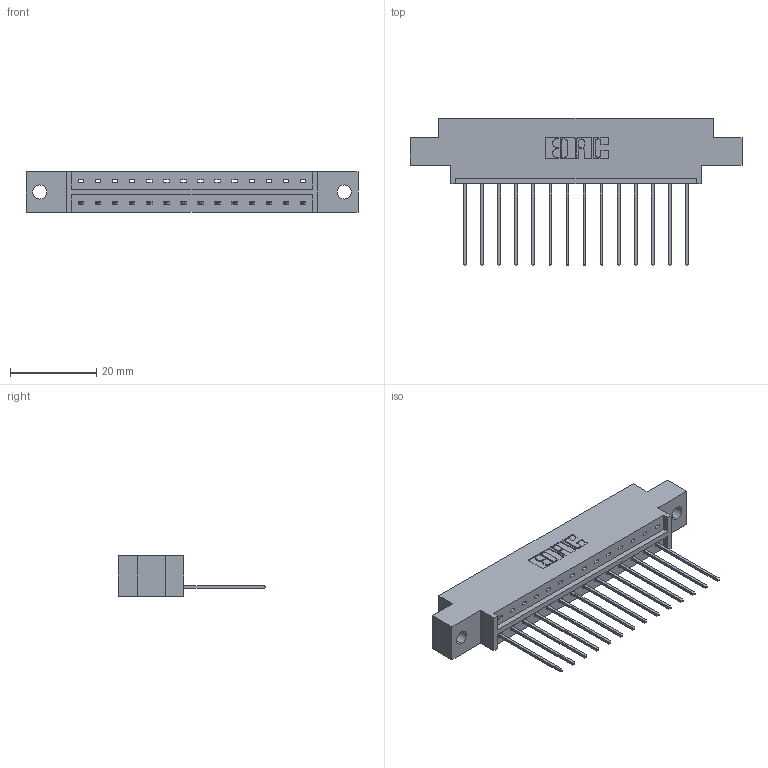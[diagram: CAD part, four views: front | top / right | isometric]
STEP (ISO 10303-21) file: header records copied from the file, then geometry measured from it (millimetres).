
FILE_DESCRIPTION (( 'STEP AP203' ), '1' );
FILE_NAME ('833-014-541-602.STEP', '2020-05-31T14:02:44', ( '' ), ( '' ), 'SwSTEP 2.0', 'SolidWorks 2020', '' );
FILE_SCHEMA (( 'CONFIG_CONTROL_DESIGN' ));
Length unit declared in the file: inch
Products named in the file (3): 833 Part_Offset - .128 Dia; 833-014-541-602; 345-292-001_345-293-141
Assembly tree (15 placements, depth 2):
  833-014-541-602
    833 Part_Offset - .128 Dia
    345-292-001_345-293-141  x14
Bounding box: 77.01 x 34.3 x 9.4 mm (x, y, z)
Volume: 7290.6 mm3; surface area: 7914.4 mm2
Topology: 15 solids, 15 shells, 930 faces, 2787 edges, 1838 vertices
Faces by surface type: plane 662, cylinder 268
Entity records: 12333 total; most frequent: CARTESIAN_POINT 2140, ORIENTED_EDGE 2090, DIRECTION 1861, EDGE_CURVE 1045, LINE 917, VECTOR 917, VERTEX_POINT 694, AXIS2_PLACEMENT_3D 472
